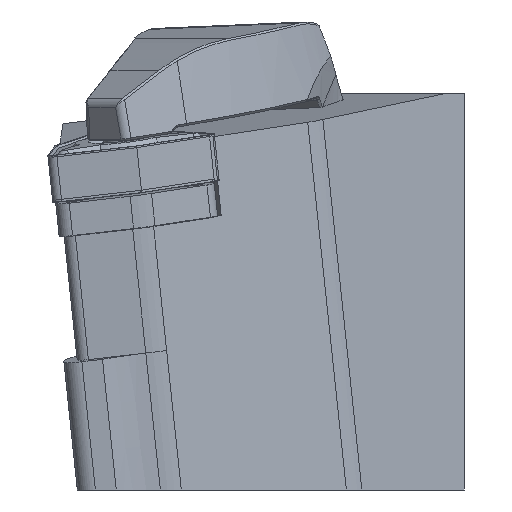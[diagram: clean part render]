
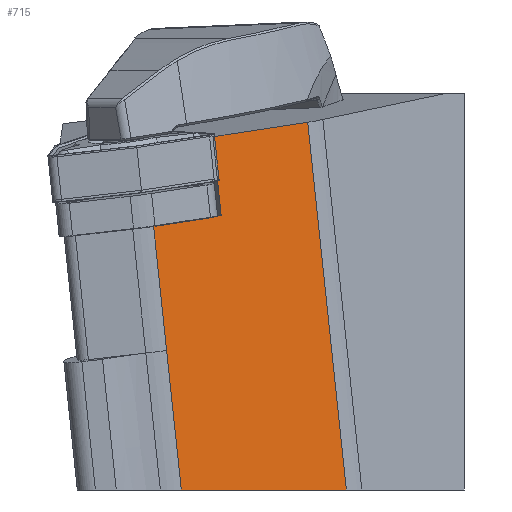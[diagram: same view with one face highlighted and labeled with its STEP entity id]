
A CAD part, left-side view. The second image highlights one B-rep face of the part: STEP entity #715.
In plain terms, the highlighted planar face has unit normal (-0.906, -0.42, -0.051).
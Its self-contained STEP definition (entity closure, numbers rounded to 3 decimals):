
#715=ADVANCED_FACE('',(#995),#898,.T.);
#898=PLANE('',#3718);
#995=FACE_OUTER_BOUND('',#1167,.T.);
#1167=EDGE_LOOP('',(#1926,#1927,#1928,#1929,#1930,#1931,#1932,#1933));
#1360=LINE('',#4790,#1621);
#1375=LINE('',#4860,#1636);
#1388=LINE('',#4888,#1649);
#1389=LINE('',#4890,#1650);
#1390=LINE('',#4892,#1651);
#1391=LINE('',#4894,#1652);
#1392=LINE('',#4896,#1653);
#1393=LINE('',#4897,#1654);
#1621=VECTOR('',#3987,1.);
#1636=VECTOR('',#4014,1.);
#1649=VECTOR('',#4033,1.);
#1650=VECTOR('',#4034,1.);
#1651=VECTOR('',#4035,1.);
#1652=VECTOR('',#4036,1.);
#1653=VECTOR('',#4037,1.);
#1654=VECTOR('',#4038,1.);
#1926=ORIENTED_EDGE('',*,*,#3176,.T.);
#1927=ORIENTED_EDGE('',*,*,#3177,.F.);
#1928=ORIENTED_EDGE('',*,*,#3178,.T.);
#1929=ORIENTED_EDGE('',*,*,#3179,.F.);
#1930=ORIENTED_EDGE('',*,*,#3180,.T.);
#1931=ORIENTED_EDGE('',*,*,#3162,.T.);
#1932=ORIENTED_EDGE('',*,*,#3181,.T.);
#1933=ORIENTED_EDGE('',*,*,#3140,.T.);
#2834=VERTEX_POINT('',#4788);
#2836=VERTEX_POINT('',#4791);
#2857=VERTEX_POINT('',#4859);
#2858=VERTEX_POINT('',#4861);
#2870=VERTEX_POINT('',#4889);
#2871=VERTEX_POINT('',#4891);
#2872=VERTEX_POINT('',#4893);
#2873=VERTEX_POINT('',#4895);
#3140=EDGE_CURVE('',#2836,#2834,#1360,.T.);
#3162=EDGE_CURVE('',#2858,#2857,#1375,.T.);
#3176=EDGE_CURVE('',#2834,#2870,#1388,.T.);
#3177=EDGE_CURVE('',#2871,#2870,#1389,.T.);
#3178=EDGE_CURVE('',#2871,#2872,#1390,.T.);
#3179=EDGE_CURVE('',#2873,#2872,#1391,.T.);
#3180=EDGE_CURVE('',#2873,#2858,#1392,.T.);
#3181=EDGE_CURVE('',#2857,#2836,#1393,.T.);
#3718=AXIS2_PLACEMENT_3D('',#4898,#4039,#4040);
#3987=DIRECTION('',(-0.41,0.901,-0.138));
#4014=DIRECTION('',(-0.41,0.901,-0.138));
#4033=DIRECTION('',(-0.41,0.901,-0.138));
#4034=DIRECTION('',(-0.105,0.104,0.989));
#4035=DIRECTION('',(0.105,-0.104,-0.989));
#4036=DIRECTION('',(-0.421,0.907,0.));
#4037=DIRECTION('',(-0.105,0.104,0.989));
#4038=DIRECTION('',(0.105,-0.104,-0.989));
#4039=DIRECTION('',(-0.906,-0.42,-0.052));
#4040=DIRECTION('',(-0.421,0.907,0.));
#4788=CARTESIAN_POINT('',(5.343,23.67,-5.747));
#4790=CARTESIAN_POINT('',(1.078,33.037,-7.182));
#4791=CARTESIAN_POINT('',(5.513,23.297,-5.689));
#4859=CARTESIAN_POINT('',(4.715,24.091,1.867));
#4860=CARTESIAN_POINT('',(-18.69,75.486,-6.008));
#4861=CARTESIAN_POINT('',(8.854,15.001,3.26));
#4888=CARTESIAN_POINT('',(1.078,33.037,-7.182));
#4889=CARTESIAN_POINT('',(2.559,29.784,-6.683));
#4890=CARTESIAN_POINT('',(3.82,28.53,-18.612));
#4891=CARTESIAN_POINT('',(3.82,28.53,-18.612));
#4892=CARTESIAN_POINT('',(9.046,23.332,-68.065));
#4893=CARTESIAN_POINT('',(5.235,27.123,-32.));
#4894=CARTESIAN_POINT('',(7.358,22.548,-32.));
#4895=CARTESIAN_POINT('',(12.58,11.295,-32.));
#4896=CARTESIAN_POINT('',(10.913,12.953,-16.225));
#4897=CARTESIAN_POINT('',(5.513,23.297,-5.689));
#4898=CARTESIAN_POINT('',(10.913,12.953,-16.225));
